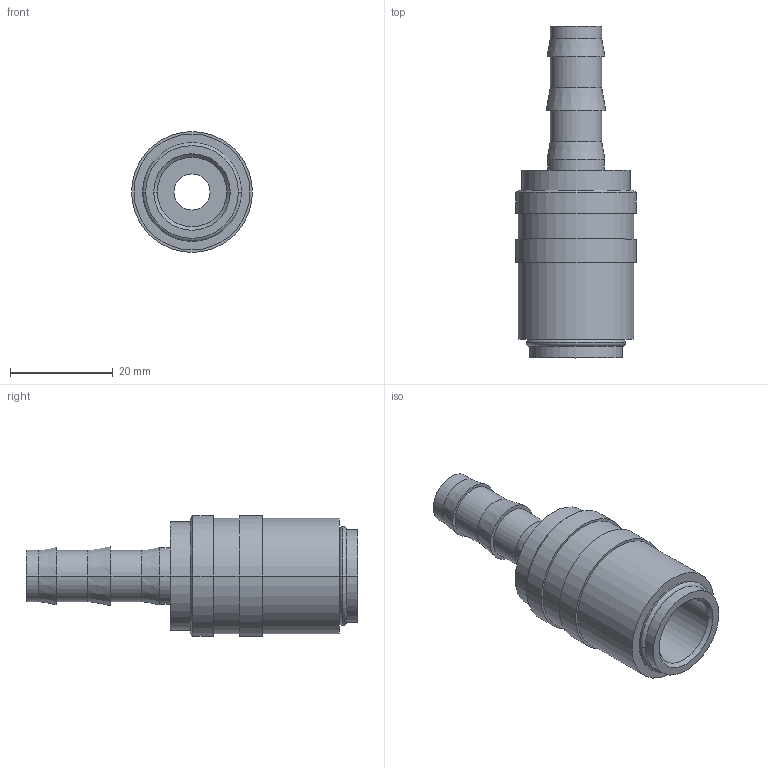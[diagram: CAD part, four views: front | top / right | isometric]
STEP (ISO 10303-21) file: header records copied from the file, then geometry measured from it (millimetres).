
FILE_DESCRIPTION(('STEP AP214'),'1');
FILE_NAME('esh_10_tab.stp','2020-04-22T06:07:19',('TraceParts'),('TraceParts S.A.'),'Spatial InterOp 3D',' ',' ');
FILE_SCHEMA(('automotive_design'));
Length unit declared in the file: millimetre
Products named in the file (1): 1
Bounding box: 23.5 x 64.5 x 23.5 mm (x, y, z)
Volume: 12451.5 mm3; surface area: 6064.6 mm2
Topology: 1 solids, 1 shells, 50 faces, 101 edges, 63 vertices
Faces by surface type: cylinder 24, plane 12, cone 10, torus 4
Entity records: 1748 total; most frequent: DIRECTION 270, CARTESIAN_POINT 215, ORIENTED_EDGE 202, AXIS2_PLACEMENT_3D 118, EDGE_CURVE 101, CIRCLE 67, VERTEX_POINT 63, EDGE_LOOP 62
